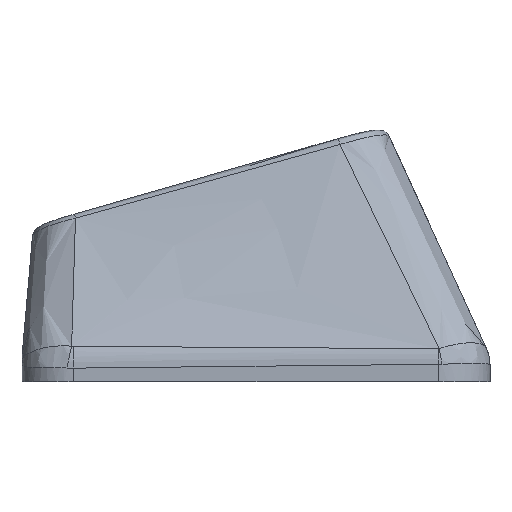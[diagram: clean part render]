
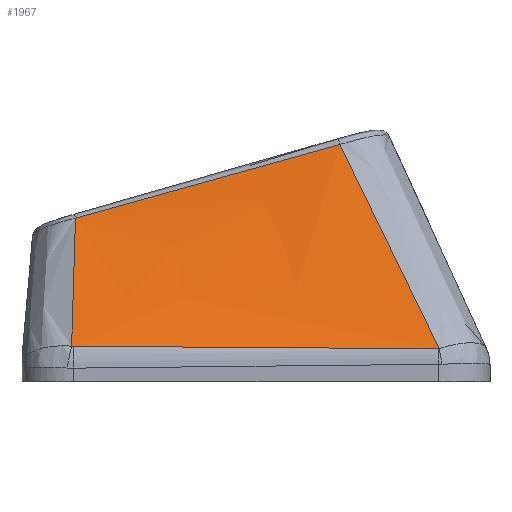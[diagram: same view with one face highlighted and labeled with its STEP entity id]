
A CAD part, left-side view. The second image highlights one B-rep face of the part: STEP entity #1967.
In plain terms, the highlighted free-form (B-spline) face has degree [3, 3] with [4, 4] control points.
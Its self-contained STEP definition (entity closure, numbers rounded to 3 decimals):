
#63=B_SPLINE_SURFACE_WITH_KNOTS('',3,3,((#4517,#4518,#4519,#4520),(#4521,
#4522,#4523,#4524),(#4525,#4526,#4527,#4528),(#4529,#4530,#4531,#4532)),
 .UNSPECIFIED.,.F.,.F.,.F.,(4,4),(4,4),(0.102,0.894),
(0.029,0.966),.UNSPECIFIED.);
#193=B_SPLINE_CURVE_WITH_KNOTS('',3,(#4039,#4040,#4041,#4042),
 .UNSPECIFIED.,.F.,.F.,(4,4),(0.,0.003),
 .UNSPECIFIED.);
#195=B_SPLINE_CURVE_WITH_KNOTS('',3,(#4066,#4067,#4068,#4069),
 .UNSPECIFIED.,.F.,.F.,(4,4),(0.,1.416),.UNSPECIFIED.);
#197=B_SPLINE_CURVE_WITH_KNOTS('',3,(#4093,#4094,#4095,#4096),
 .UNSPECIFIED.,.F.,.F.,(4,4),(0.,0.006),
 .UNSPECIFIED.);
#219=B_SPLINE_CURVE_WITH_KNOTS('',3,(#4508,#4509,#4510,#4511),
 .UNSPECIFIED.,.F.,.F.,(4,4),(-0.627,-0.024),
 .UNSPECIFIED.);
#221=B_SPLINE_CURVE_WITH_KNOTS('',3,(#4534,#4535,#4536,#4537),
 .UNSPECIFIED.,.F.,.F.,(4,4),(0.029,0.977),
 .UNSPECIFIED.);
#222=B_SPLINE_CURVE_WITH_KNOTS('',3,(#4538,#4539,#4540,#4541),
 .UNSPECIFIED.,.F.,.F.,(4,4),(-1.065,0.),.UNSPECIFIED.);
#556=FACE_OUTER_BOUND('',#682,.T.);
#682=EDGE_LOOP('',(#1696,#1697,#1698,#1699,#1700,#1701));
#874=VERTEX_POINT('',#3998);
#878=VERTEX_POINT('',#4032);
#880=VERTEX_POINT('',#4059);
#882=VERTEX_POINT('',#4086);
#909=VERTEX_POINT('',#4507);
#910=VERTEX_POINT('',#4533);
#1136=EDGE_CURVE('',#874,#878,#193,.T.);
#1139=EDGE_CURVE('',#878,#880,#195,.T.);
#1142=EDGE_CURVE('',#880,#882,#197,.T.);
#1183=EDGE_CURVE('',#882,#909,#219,.T.);
#1185=EDGE_CURVE('',#910,#874,#221,.T.);
#1186=EDGE_CURVE('',#909,#910,#222,.T.);
#1696=ORIENTED_EDGE('',*,*,#1142,.F.);
#1697=ORIENTED_EDGE('',*,*,#1139,.F.);
#1698=ORIENTED_EDGE('',*,*,#1136,.F.);
#1699=ORIENTED_EDGE('',*,*,#1185,.F.);
#1700=ORIENTED_EDGE('',*,*,#1186,.F.);
#1701=ORIENTED_EDGE('',*,*,#1183,.F.);
#1967=ADVANCED_FACE('',(#556),#63,.T.);
#3998=CARTESIAN_POINT('',(-23.24,-7.11,0.29));
#4032=CARTESIAN_POINT('',(-23.241,-7.076,0.287));
#4039=CARTESIAN_POINT('Ctrl Pts',(-23.24,-7.11,0.29));
#4040=CARTESIAN_POINT('Ctrl Pts',(-23.241,-7.099,0.288));
#4041=CARTESIAN_POINT('Ctrl Pts',(-23.241,-7.088,0.287));
#4042=CARTESIAN_POINT('Ctrl Pts',(-23.241,-7.076,0.287));
#4059=CARTESIAN_POINT('',(-23.105,7.093,0.383));
#4066=CARTESIAN_POINT('Ctrl Pts',(-23.241,-7.076,0.287));
#4067=CARTESIAN_POINT('Ctrl Pts',(-23.215,-2.354,0.313));
#4068=CARTESIAN_POINT('Ctrl Pts',(-23.18,2.368,0.345));
#4069=CARTESIAN_POINT('Ctrl Pts',(-23.105,7.093,0.383));
#4086=CARTESIAN_POINT('',(-23.1,7.155,0.39));
#4093=CARTESIAN_POINT('Ctrl Pts',(-23.105,7.093,0.383));
#4094=CARTESIAN_POINT('Ctrl Pts',(-23.105,7.114,0.384));
#4095=CARTESIAN_POINT('Ctrl Pts',(-23.103,7.135,0.386));
#4096=CARTESIAN_POINT('Ctrl Pts',(-23.1,7.155,0.39));
#4507=CARTESIAN_POINT('',(-19.722,7.005,5.353));
#4508=CARTESIAN_POINT('Ctrl Pts',(-23.1,7.155,0.39));
#4509=CARTESIAN_POINT('Ctrl Pts',(-21.966,7.087,2.04));
#4510=CARTESIAN_POINT('Ctrl Pts',(-20.84,7.032,3.695));
#4511=CARTESIAN_POINT('Ctrl Pts',(-19.722,7.005,5.353));
#4517=CARTESIAN_POINT('Ctrl Pts',(-19.701,-3.69,8.33));
#4518=CARTESIAN_POINT('Ctrl Pts',(-20.881,-4.83,5.649));
#4519=CARTESIAN_POINT('Ctrl Pts',(-22.061,-5.971,2.968));
#4520=CARTESIAN_POINT('Ctrl Pts',(-23.241,-7.111,0.288));
#4521=CARTESIAN_POINT('Ctrl Pts',(-19.701,-0.063,
7.33));
#4522=CARTESIAN_POINT('Ctrl Pts',(-20.881,-0.827,
4.971));
#4523=CARTESIAN_POINT('Ctrl Pts',(-22.061,-1.592,2.612));
#4524=CARTESIAN_POINT('Ctrl Pts',(-23.241,-2.356,0.253));
#4525=CARTESIAN_POINT('Ctrl Pts',(-19.701,3.564,6.331));
#4526=CARTESIAN_POINT('Ctrl Pts',(-20.881,3.176,4.294));
#4527=CARTESIAN_POINT('Ctrl Pts',(-22.061,2.787,2.256));
#4528=CARTESIAN_POINT('Ctrl Pts',(-23.241,2.399,0.219));
#4529=CARTESIAN_POINT('Ctrl Pts',(-19.701,7.191,5.332));
#4530=CARTESIAN_POINT('Ctrl Pts',(-20.881,7.179,3.616));
#4531=CARTESIAN_POINT('Ctrl Pts',(-22.061,7.166,1.9));
#4532=CARTESIAN_POINT('Ctrl Pts',(-23.241,7.154,0.184));
#4533=CARTESIAN_POINT('',(-19.701,-3.254,8.21));
#4534=CARTESIAN_POINT('Ctrl Pts',(-19.701,-3.254,8.21));
#4535=CARTESIAN_POINT('Ctrl Pts',(-20.899,-4.552,5.581));
#4536=CARTESIAN_POINT('Ctrl Pts',(-22.074,-5.835,2.938));
#4537=CARTESIAN_POINT('Ctrl Pts',(-23.24,-7.11,0.29));
#4538=CARTESIAN_POINT('Ctrl Pts',(-19.722,7.005,5.353));
#4539=CARTESIAN_POINT('Ctrl Pts',(-19.717,3.583,6.295));
#4540=CARTESIAN_POINT('Ctrl Pts',(-19.709,0.164,7.25));
#4541=CARTESIAN_POINT('Ctrl Pts',(-19.701,-3.254,8.21));
